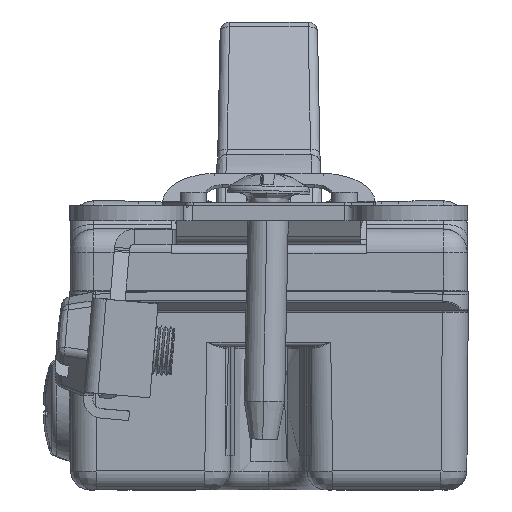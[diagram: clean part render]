
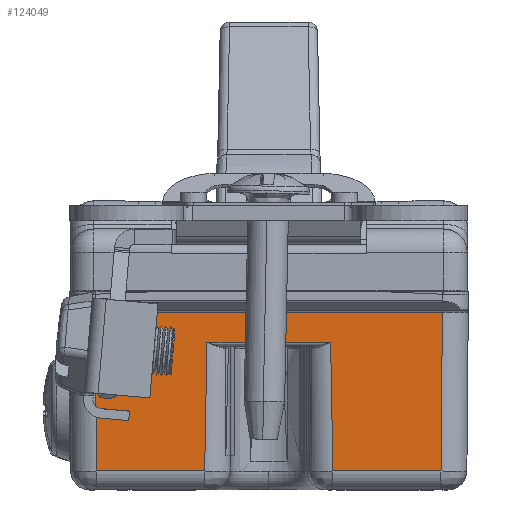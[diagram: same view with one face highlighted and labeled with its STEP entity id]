
A CAD part, left-side view. The second image highlights one B-rep face of the part: STEP entity #124049.
In plain terms, the highlighted planar face has unit normal (-1, 0, -0.009).
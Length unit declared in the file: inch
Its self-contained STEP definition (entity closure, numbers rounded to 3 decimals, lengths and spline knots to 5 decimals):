
#2542 = VECTOR ( 'NONE', #60700, 39.37008 ) ;
#4145 = VERTEX_POINT ( 'NONE', #14370 ) ;
#7071 = CARTESIAN_POINT ( 'NONE',  ( -0.79377, 1.19698, 1.12319 ) ) ;
#7772 = CARTESIAN_POINT ( 'NONE',  ( -0.79242, 0.50343, 0.96784 ) ) ;
#9469 = DIRECTION ( 'NONE',  ( 0., -1., 0. ) ) ;
#14370 = CARTESIAN_POINT ( 'NONE',  ( -0.7887, 0.83454, 0.54188 ) ) ;
#15238 = LINE ( 'NONE', #102782, #122000 ) ;
#18115 = CARTESIAN_POINT ( 'NONE',  ( -0.79242, 0.8271, 0.96784 ) ) ;
#19025 = EDGE_CURVE ( 'NONE', #32290, #4145, #77035, .T. ) ;
#19092 = CARTESIAN_POINT ( 'NONE',  ( -0.7887, 0.41075, 0.54188 ) ) ;
#21854 = LINE ( 'NONE', #54592, #79313 ) ;
#23886 = VECTOR ( 'NONE', #111302, 39.37008 ) ;
#24815 = VERTEX_POINT ( 'NONE', #19092 ) ;
#25677 = ORIENTED_EDGE ( 'NONE', *, *, #90811, .T. ) ;
#29012 = FACE_OUTER_BOUND ( 'NONE', #68447, .T. ) ;
#32290 = VERTEX_POINT ( 'NONE', #122008 ) ;
#32439 = DIRECTION ( 'NONE',  ( 0., 1., 0. ) ) ;
#33658 = CARTESIAN_POINT ( 'NONE',  ( -0.7887, -0.03729, 0.54188 ) ) ;
#34641 = AXIS2_PLACEMENT_3D ( 'NONE', #51075, #39709, #127909 ) ;
#34938 = ORIENTED_EDGE ( 'NONE', *, *, #42126, .T. ) ;
#37944 = CARTESIAN_POINT ( 'NONE',  ( -0.79387, 0.04821, 1.13471 ) ) ;
#39709 = DIRECTION ( 'NONE',  ( -1., 0., -0.009 ) ) ;
#39789 = LINE ( 'NONE', #97203, #68776 ) ;
#40751 = VERTEX_POINT ( 'NONE', #73163 ) ;
#42126 = EDGE_CURVE ( 'NONE', #40751, #65726, #39789, .T. ) ;
#44207 = CARTESIAN_POINT ( 'NONE',  ( -0.7887, 0.05338, 0.54188 ) ) ;
#51075 = CARTESIAN_POINT ( 'NONE',  ( -0.79387, -0.03729, 1.13396 ) ) ;
#54592 = CARTESIAN_POINT ( 'NONE',  ( -0.7938, 0.42094, 1.12597 ) ) ;
#55891 = VERTEX_POINT ( 'NONE', #44207 ) ;
#60700 = DIRECTION ( 'NONE',  ( -0.009, -0.009, 1. ) ) ;
#61745 = EDGE_CURVE ( 'NONE', #55891, #40751, #124731, .T. ) ;
#62602 = DIRECTION ( 'NONE',  ( 0., -1., 0. ) ) ;
#64025 = ORIENTED_EDGE ( 'NONE', *, *, #19025, .T. ) ;
#65726 = VERTEX_POINT ( 'NONE', #75825 ) ;
#68447 = EDGE_LOOP ( 'NONE', ( #136260, #34938, #139784, #64025, #25677, #111799, #71889, #126524 ) ) ;
#68776 = VECTOR ( 'NONE', #32439, 39.37008 ) ;
#71413 = DIRECTION ( 'NONE',  ( 0., -1., 0. ) ) ;
#71889 = ORIENTED_EDGE ( 'NONE', *, *, #76325, .T. ) ;
#72030 = EDGE_CURVE ( 'NONE', #24815, #55891, #15238, .T. ) ;
#73163 = CARTESIAN_POINT ( 'NONE',  ( -0.79328, 0.0488, 1.06661 ) ) ;
#75825 = CARTESIAN_POINT ( 'NONE',  ( -0.79328, 1.19649, 1.06661 ) ) ;
#76325 = EDGE_CURVE ( 'NONE', #88188, #24815, #21854, .T. ) ;
#77035 = LINE ( 'NONE', #33658, #81237 ) ;
#79313 = VECTOR ( 'NONE', #106596, 39.37008 ) ;
#81237 = VECTOR ( 'NONE', #9469, 39.37008 ) ;
#82603 = EDGE_CURVE ( 'NONE', #65726, #32290, #104607, .T. ) ;
#86709 = EDGE_CURVE ( 'NONE', #134171, #88188, #127330, .T. ) ;
#88188 = VERTEX_POINT ( 'NONE', #113560 ) ;
#88541 = CARTESIAN_POINT ( 'NONE',  ( -0.794, 0.82394, 1.149 ) ) ;
#90811 = EDGE_CURVE ( 'NONE', #4145, #134171, #122666, .T. ) ;
#93915 = DIRECTION ( 'NONE',  ( 0.009, -0.009, -1. ) ) ;
#95189 = PLANE ( 'NONE',  #34641 ) ;
#97203 = CARTESIAN_POINT ( 'NONE',  ( -0.79328, 1.19653, 1.06661 ) ) ;
#100907 = VECTOR ( 'NONE', #62602, 39.37008 ) ;
#102782 = CARTESIAN_POINT ( 'NONE',  ( -0.7887, -0.03729, 0.54188 ) ) ;
#104607 = LINE ( 'NONE', #7071, #127618 ) ;
#106596 = DIRECTION ( 'NONE',  ( 0.009, -0.017, -1. ) ) ;
#111302 = DIRECTION ( 'NONE',  ( -0.009, -0.017, 1. ) ) ;
#111799 = ORIENTED_EDGE ( 'NONE', *, *, #86709, .T. ) ;
#113560 = CARTESIAN_POINT ( 'NONE',  ( -0.79242, 0.41818, 0.96784 ) ) ;
#122000 = VECTOR ( 'NONE', #71413, 39.37008 ) ;
#122008 = CARTESIAN_POINT ( 'NONE',  ( -0.7887, 1.19191, 0.54188 ) ) ;
#122666 = LINE ( 'NONE', #88541, #23886 ) ;
#124049 = ADVANCED_FACE ( 'NONE', ( #29012 ), #95189, .T. ) ;
#124731 = LINE ( 'NONE', #37944, #2542 ) ;
#126524 = ORIENTED_EDGE ( 'NONE', *, *, #72030, .T. ) ;
#127330 = LINE ( 'NONE', #7772, #100907 ) ;
#127618 = VECTOR ( 'NONE', #93915, 39.37008 ) ;
#127909 = DIRECTION ( 'NONE',  ( -0.009, 0., 1. ) ) ;
#134171 = VERTEX_POINT ( 'NONE', #18115 ) ;
#136260 = ORIENTED_EDGE ( 'NONE', *, *, #61745, .T. ) ;
#139784 = ORIENTED_EDGE ( 'NONE', *, *, #82603, .T. ) ;
